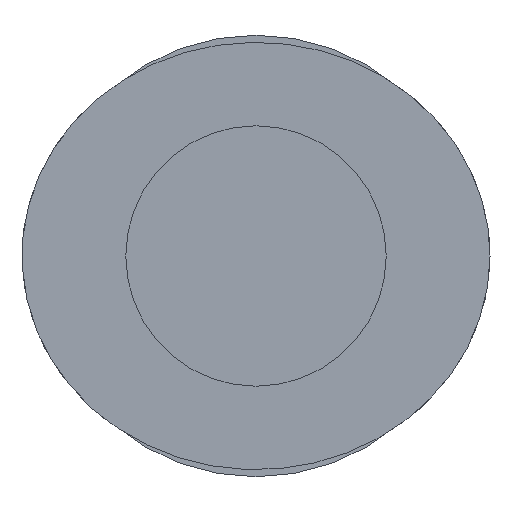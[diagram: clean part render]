
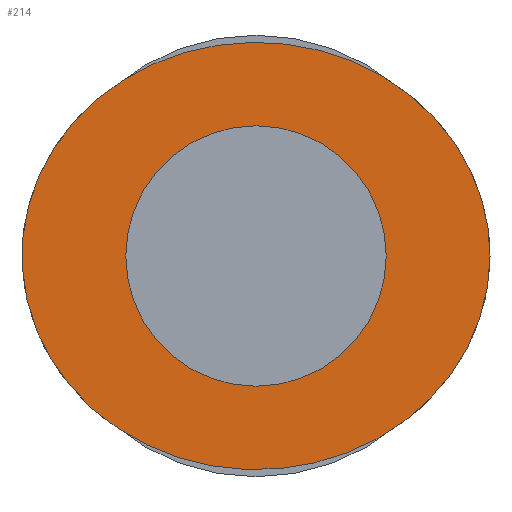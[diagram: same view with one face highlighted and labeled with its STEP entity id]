
A CAD part, front view. The second image highlights one B-rep face of the part: STEP entity #214.
In plain terms, the highlighted planar face has unit normal (0, -1, 0).
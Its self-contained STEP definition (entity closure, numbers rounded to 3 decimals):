
#22=ELLIPSE('',#257,11.5,10.5);
#32=PLANE('',#259);
#62=ORIENTED_EDGE('',*,*,#87,.T.);
#63=ORIENTED_EDGE('',*,*,#85,.F.);
#85=EDGE_CURVE('',#103,#103,#22,.T.);
#87=EDGE_CURVE('',#105,#105,#119,.T.);
#103=VERTEX_POINT('',#455);
#105=VERTEX_POINT('',#460);
#119=CIRCLE('',#260,6.4);
#148=EDGE_LOOP('',(#62));
#149=EDGE_LOOP('',(#63));
#184=FACE_BOUND('',#148,.T.);
#185=FACE_BOUND('',#149,.T.);
#214=ADVANCED_FACE('',(#184,#185),#32,.F.);
#257=AXIS2_PLACEMENT_3D('',#454,#318,#319);
#259=AXIS2_PLACEMENT_3D('',#458,#322,#323);
#260=AXIS2_PLACEMENT_3D('',#459,#324,#325);
#318=DIRECTION('',(0.,1.,0.));
#319=DIRECTION('',(1.,0.,0.));
#322=DIRECTION('',(0.,1.,0.));
#323=DIRECTION('',(0.,0.,1.));
#324=DIRECTION('',(0.,1.,0.));
#325=DIRECTION('',(1.,0.,0.));
#454=CARTESIAN_POINT('',(0.,-3.2,0.));
#455=CARTESIAN_POINT('',(11.5,-3.2,0.));
#458=CARTESIAN_POINT('',(0.,-3.2,0.));
#459=CARTESIAN_POINT('',(0.,-3.2,0.));
#460=CARTESIAN_POINT('',(6.4,-3.2,0.));
